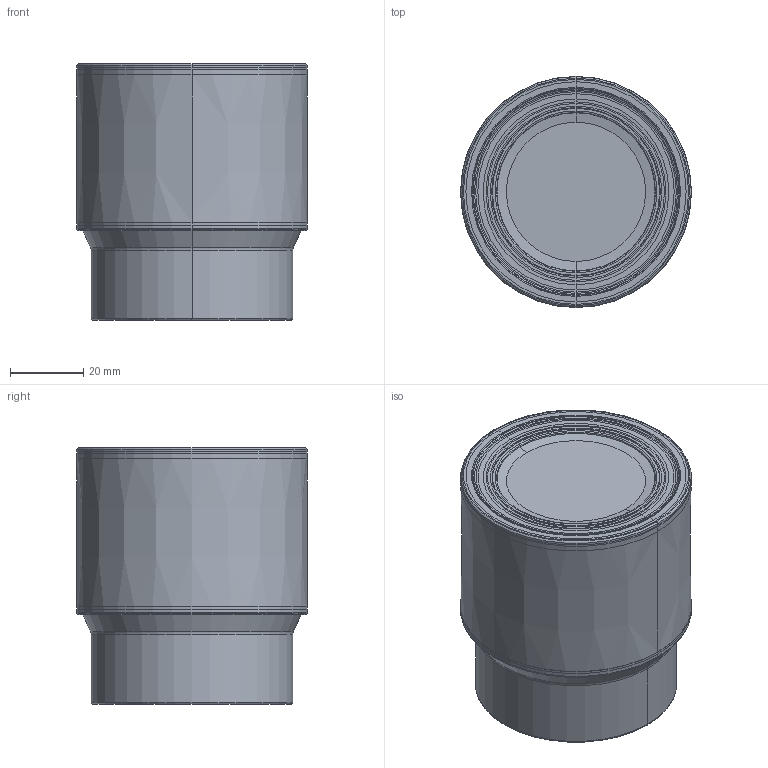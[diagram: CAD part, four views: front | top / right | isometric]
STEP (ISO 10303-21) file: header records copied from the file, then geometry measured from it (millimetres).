
FILE_DESCRIPTION((''),'2;1');
FILE_NAME('22J3K063045F2R00__ASM','2009-12-15T',('poussios_pc'),(''),'PRO/ENGINEER BY PARAMETRIC TECHNOLOGY CORPORATION, 2009380','PRO/ENGINEER BY PARAMETRIC TECHNOLOGY CORPORATION, 2009380','');
FILE_SCHEMA(('CONFIG_CONTROL_DESIGN'));
Length unit declared in the file: millimetre
Products named in the file (3): 22J3K063045F2R00_HSG; SCHNEIDE; 22J3K063045F2R00__ASM
Assembly tree (2 placements, depth 2):
  22J3K063045F2R00__ASM
    22J3K063045F2R00_HSG
    SCHNEIDE
Bounding box: 63 x 63 x 70 mm (x, y, z)
Volume: 265610.6 mm3; surface area: 36662.5 mm2
Topology: 2 solids, 2 shells, 127 faces, 252 edges, 128 vertices
Faces by surface type: revolution 104, torus 8, cone 6, cylinder 6, plane 3
Entity records: 9526 total; most frequent: CARTESIAN_POINT 6958, ORIENTED_EDGE 504, DIRECTION 444, EDGE_CURVE 252, B_SPLINE_CURVE_WITH_KNOTS 208, AXIS2_PLACEMENT_3D 164, CIRCLE 136, VERTEX_POINT 128
